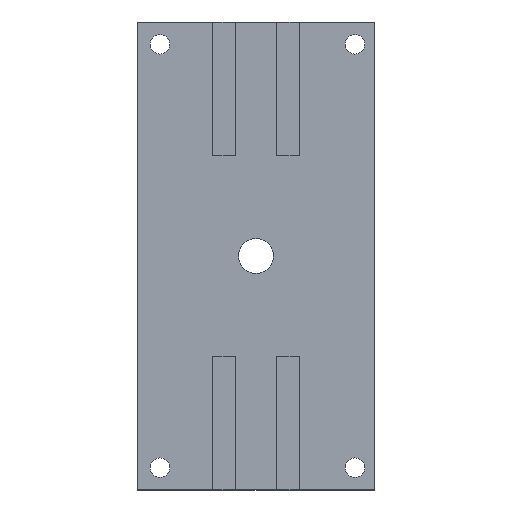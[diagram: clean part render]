
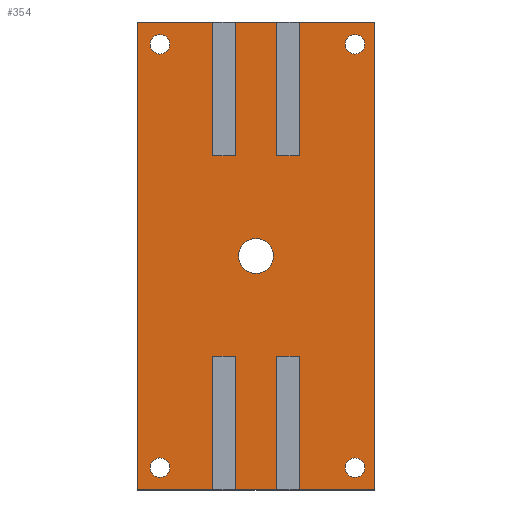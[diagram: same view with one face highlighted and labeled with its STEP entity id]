
A CAD part, top view. The second image highlights one B-rep face of the part: STEP entity #354.
In plain terms, the highlighted planar face has unit normal (0, 0, 1).
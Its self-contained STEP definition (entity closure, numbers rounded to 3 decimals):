
#70=CARTESIAN_POINT('',(153.95,-10.,12.5));
#71=VERTEX_POINT('',#70);
#78=CARTESIAN_POINT('',(139.05,-10.,12.5));
#79=VERTEX_POINT('',#78);
#80=CARTESIAN_POINT('',(139.05,-10.,12.5));
#81=DIRECTION('',(1.,0.,-0.));
#82=VECTOR('',#81,14.9);
#83=LINE('',#80,#82);
#84=EDGE_CURVE('',#79,#71,#83,.T.);
#102=CARTESIAN_POINT('',(131.,-10.,12.5));
#103=VERTEX_POINT('',#102);
#110=CARTESIAN_POINT('',(104.,-10.,12.5));
#111=VERTEX_POINT('',#110);
#112=CARTESIAN_POINT('',(104.,-10.,12.5));
#113=DIRECTION('',(1.,0.,-0.));
#114=VECTOR('',#113,27.);
#115=LINE('',#112,#114);
#116=EDGE_CURVE('',#111,#103,#115,.T.);
#134=CARTESIAN_POINT('',(189.,-10.,12.5));
#135=VERTEX_POINT('',#134);
#142=CARTESIAN_POINT('',(162.,-10.,12.5));
#143=VERTEX_POINT('',#142);
#144=CARTESIAN_POINT('',(162.,-10.,12.5));
#145=DIRECTION('',(1.,0.,-0.));
#146=VECTOR('',#145,27.);
#147=LINE('',#144,#146);
#148=EDGE_CURVE('',#143,#135,#147,.T.);
#159=CARTESIAN_POINT('',(175.5,74.,12.5));
#160=DIRECTION('',(0.,0.,-1.));
#161=DIRECTION('',(-1.,0.,0.));
#162=AXIS2_PLACEMENT_3D('',#159,#160,#161);
#163=PLANE('',#162);
#164=CARTESIAN_POINT('',(139.05,158.,12.5));
#165=VERTEX_POINT('',#164);
#166=CARTESIAN_POINT('',(153.95,158.,12.5));
#167=VERTEX_POINT('',#166);
#168=CARTESIAN_POINT('',(139.05,158.,12.5));
#169=DIRECTION('',(1.,0.,-0.));
#170=VECTOR('',#169,14.9);
#171=LINE('',#168,#170);
#172=EDGE_CURVE('',#165,#167,#171,.T.);
#173=ORIENTED_EDGE('',*,*,#172,.F.);
#174=CARTESIAN_POINT('',(139.05,110.,12.5));
#175=VERTEX_POINT('',#174);
#176=CARTESIAN_POINT('',(139.05,158.,12.5));
#177=DIRECTION('',(0.,-1.,0.));
#178=VECTOR('',#177,48.);
#179=LINE('',#176,#178);
#180=EDGE_CURVE('',#165,#175,#179,.T.);
#181=ORIENTED_EDGE('',*,*,#180,.T.);
#182=CARTESIAN_POINT('',(131.,110.,12.5));
#183=VERTEX_POINT('',#182);
#184=CARTESIAN_POINT('',(139.05,110.,12.5));
#185=DIRECTION('',(-1.,0.,0.));
#186=VECTOR('',#185,8.05);
#187=LINE('',#184,#186);
#188=EDGE_CURVE('',#175,#183,#187,.T.);
#189=ORIENTED_EDGE('',*,*,#188,.T.);
#190=CARTESIAN_POINT('',(131.,158.,12.5));
#191=VERTEX_POINT('',#190);
#192=CARTESIAN_POINT('',(131.,158.,12.5));
#193=DIRECTION('',(0.,-1.,0.));
#194=VECTOR('',#193,48.);
#195=LINE('',#192,#194);
#196=EDGE_CURVE('',#191,#183,#195,.T.);
#197=ORIENTED_EDGE('',*,*,#196,.F.);
#198=CARTESIAN_POINT('',(104.,158.,12.5));
#199=VERTEX_POINT('',#198);
#200=CARTESIAN_POINT('',(104.,158.,12.5));
#201=DIRECTION('',(1.,0.,-0.));
#202=VECTOR('',#201,27.);
#203=LINE('',#200,#202);
#204=EDGE_CURVE('',#199,#191,#203,.T.);
#205=ORIENTED_EDGE('',*,*,#204,.F.);
#206=CARTESIAN_POINT('',(104.,158.,12.5));
#207=DIRECTION('',(0.,-1.,0.));
#208=VECTOR('',#207,168.);
#209=LINE('',#206,#208);
#210=EDGE_CURVE('',#199,#111,#209,.T.);
#211=ORIENTED_EDGE('',*,*,#210,.T.);
#212=ORIENTED_EDGE('',*,*,#116,.T.);
#213=CARTESIAN_POINT('',(131.,38.,12.5));
#214=VERTEX_POINT('',#213);
#215=CARTESIAN_POINT('',(131.,38.,12.5));
#216=DIRECTION('',(0.,-1.,0.));
#217=VECTOR('',#216,48.);
#218=LINE('',#215,#217);
#219=EDGE_CURVE('',#214,#103,#218,.T.);
#220=ORIENTED_EDGE('',*,*,#219,.F.);
#221=CARTESIAN_POINT('',(139.05,38.,12.5));
#222=VERTEX_POINT('',#221);
#223=CARTESIAN_POINT('',(139.05,38.,12.5));
#224=DIRECTION('',(-1.,0.,0.));
#225=VECTOR('',#224,8.05);
#226=LINE('',#223,#225);
#227=EDGE_CURVE('',#222,#214,#226,.T.);
#228=ORIENTED_EDGE('',*,*,#227,.F.);
#229=CARTESIAN_POINT('',(139.05,38.,12.5));
#230=DIRECTION('',(0.,-1.,0.));
#231=VECTOR('',#230,48.);
#232=LINE('',#229,#231);
#233=EDGE_CURVE('',#222,#79,#232,.T.);
#234=ORIENTED_EDGE('',*,*,#233,.T.);
#235=ORIENTED_EDGE('',*,*,#84,.T.);
#236=CARTESIAN_POINT('',(153.95,38.,12.5));
#237=VERTEX_POINT('',#236);
#238=CARTESIAN_POINT('',(153.95,38.,12.5));
#239=DIRECTION('',(0.,-1.,0.));
#240=VECTOR('',#239,48.);
#241=LINE('',#238,#240);
#242=EDGE_CURVE('',#237,#71,#241,.T.);
#243=ORIENTED_EDGE('',*,*,#242,.F.);
#244=CARTESIAN_POINT('',(162.,38.,12.5));
#245=VERTEX_POINT('',#244);
#246=CARTESIAN_POINT('',(153.95,38.,12.5));
#247=DIRECTION('',(1.,0.,-0.));
#248=VECTOR('',#247,8.05);
#249=LINE('',#246,#248);
#250=EDGE_CURVE('',#237,#245,#249,.T.);
#251=ORIENTED_EDGE('',*,*,#250,.T.);
#252=CARTESIAN_POINT('',(162.,-10.,12.5));
#253=DIRECTION('',(0.,1.,0.));
#254=VECTOR('',#253,48.);
#255=LINE('',#252,#254);
#256=EDGE_CURVE('',#143,#245,#255,.T.);
#257=ORIENTED_EDGE('',*,*,#256,.F.);
#258=ORIENTED_EDGE('',*,*,#148,.T.);
#259=CARTESIAN_POINT('',(189.,158.,12.5));
#260=VERTEX_POINT('',#259);
#261=CARTESIAN_POINT('',(189.,-10.,12.5));
#262=DIRECTION('',(0.,1.,0.));
#263=VECTOR('',#262,168.);
#264=LINE('',#261,#263);
#265=EDGE_CURVE('',#135,#260,#264,.T.);
#266=ORIENTED_EDGE('',*,*,#265,.T.);
#267=CARTESIAN_POINT('',(162.,158.,12.5));
#268=VERTEX_POINT('',#267);
#269=CARTESIAN_POINT('',(162.,158.,12.5));
#270=DIRECTION('',(1.,0.,-0.));
#271=VECTOR('',#270,27.);
#272=LINE('',#269,#271);
#273=EDGE_CURVE('',#268,#260,#272,.T.);
#274=ORIENTED_EDGE('',*,*,#273,.F.);
#275=CARTESIAN_POINT('',(162.,110.,12.5));
#276=VERTEX_POINT('',#275);
#277=CARTESIAN_POINT('',(162.,110.,12.5));
#278=DIRECTION('',(0.,1.,0.));
#279=VECTOR('',#278,48.);
#280=LINE('',#277,#279);
#281=EDGE_CURVE('',#276,#268,#280,.T.);
#282=ORIENTED_EDGE('',*,*,#281,.F.);
#283=CARTESIAN_POINT('',(153.95,110.,12.5));
#284=VERTEX_POINT('',#283);
#285=CARTESIAN_POINT('',(153.95,110.,12.5));
#286=DIRECTION('',(1.,0.,-0.));
#287=VECTOR('',#286,8.05);
#288=LINE('',#285,#287);
#289=EDGE_CURVE('',#284,#276,#288,.T.);
#290=ORIENTED_EDGE('',*,*,#289,.F.);
#291=CARTESIAN_POINT('',(153.95,110.,12.5));
#292=DIRECTION('',(0.,1.,0.));
#293=VECTOR('',#292,48.);
#294=LINE('',#291,#293);
#295=EDGE_CURVE('',#284,#167,#294,.T.);
#296=ORIENTED_EDGE('',*,*,#295,.T.);
#297=EDGE_LOOP('',(#173,#181,#189,#197,#205,#211,#212,#220,#228,#234,#235,#243,#251,#257,#258,#266,#274,#282,#290,#296));
#298=FACE_BOUND('',#297,.T.);
#299=CARTESIAN_POINT('',(152.75,74.,12.5));
#300=VERTEX_POINT('',#299);
#301=CARTESIAN_POINT('',(146.5,74.,12.5));
#302=DIRECTION('',(0.,0.,1.));
#303=DIRECTION('',(1.,0.,-0.));
#304=AXIS2_PLACEMENT_3D('',#301,#302,#303);
#305=CIRCLE('',#304,6.25);
#306=EDGE_CURVE('',#300,#300,#305,.T.);
#307=ORIENTED_EDGE('',*,*,#306,.F.);
#308=EDGE_LOOP('',(#307));
#309=FACE_BOUND('',#308,.T.);
#310=CARTESIAN_POINT('',(115.5,150.,12.5));
#311=VERTEX_POINT('',#310);
#312=CARTESIAN_POINT('',(112.,150.,12.5));
#313=DIRECTION('',(0.,0.,1.));
#314=DIRECTION('',(1.,0.,-0.));
#315=AXIS2_PLACEMENT_3D('',#312,#313,#314);
#316=CIRCLE('',#315,3.5);
#317=EDGE_CURVE('',#311,#311,#316,.T.);
#318=ORIENTED_EDGE('',*,*,#317,.F.);
#319=EDGE_LOOP('',(#318));
#320=FACE_BOUND('',#319,.T.);
#321=CARTESIAN_POINT('',(185.5,-2.,12.5));
#322=VERTEX_POINT('',#321);
#323=CARTESIAN_POINT('',(182.,-2.,12.5));
#324=DIRECTION('',(0.,0.,1.));
#325=DIRECTION('',(1.,0.,-0.));
#326=AXIS2_PLACEMENT_3D('',#323,#324,#325);
#327=CIRCLE('',#326,3.5);
#328=EDGE_CURVE('',#322,#322,#327,.T.);
#329=ORIENTED_EDGE('',*,*,#328,.F.);
#330=EDGE_LOOP('',(#329));
#331=FACE_BOUND('',#330,.T.);
#332=CARTESIAN_POINT('',(115.5,-2.,12.5));
#333=VERTEX_POINT('',#332);
#334=CARTESIAN_POINT('',(112.,-2.,12.5));
#335=DIRECTION('',(0.,0.,1.));
#336=DIRECTION('',(1.,0.,-0.));
#337=AXIS2_PLACEMENT_3D('',#334,#335,#336);
#338=CIRCLE('',#337,3.5);
#339=EDGE_CURVE('',#333,#333,#338,.T.);
#340=ORIENTED_EDGE('',*,*,#339,.F.);
#341=EDGE_LOOP('',(#340));
#342=FACE_BOUND('',#341,.T.);
#343=CARTESIAN_POINT('',(185.5,150.,12.5));
#344=VERTEX_POINT('',#343);
#345=CARTESIAN_POINT('',(182.,150.,12.5));
#346=DIRECTION('',(0.,0.,1.));
#347=DIRECTION('',(1.,0.,-0.));
#348=AXIS2_PLACEMENT_3D('',#345,#346,#347);
#349=CIRCLE('',#348,3.5);
#350=EDGE_CURVE('',#344,#344,#349,.T.);
#351=ORIENTED_EDGE('',*,*,#350,.F.);
#352=EDGE_LOOP('',(#351));
#353=FACE_BOUND('',#352,.T.);
#354=ADVANCED_FACE('',(#298,#309,#320,#331,#342,#353),#163,.F.);
